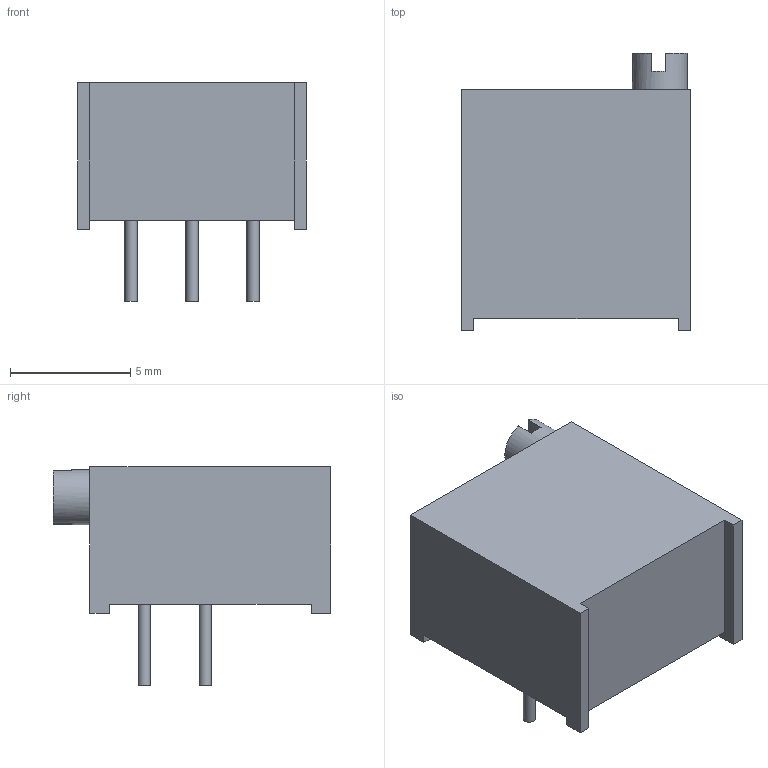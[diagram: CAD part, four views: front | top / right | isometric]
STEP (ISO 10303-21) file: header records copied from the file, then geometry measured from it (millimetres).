
FILE_DESCRIPTION(/* description */ (''),/* implementation_level */ '2;1');
FILE_NAME(/* name */ 'Bourns 3299P.step',/* time_stamp */ '2022-09-21T18:22:59+01:00',/* author */ (''),/* organization */ (''),/* preprocessor_version */ 'ST-DEVELOPER v19',/* originating_system */ 'Autodesk Translation Framework v11.7.0.108',/* authorisation */ '');
FILE_SCHEMA (('AUTOMOTIVE_DESIGN { 1 0 10303 214 3 1 1 }'));
Length unit declared in the file: inch
Products named in the file (1): Bourns 3299P
Bounding box: 9.53 x 11.56 x 9.1 mm (x, y, z)
Volume: 529.4 mm3; surface area: 445.5 mm2
Topology: 1 solids, 1 shells, 32 faces, 78 edges, 52 vertices
Faces by surface type: plane 28, cylinder 4
Full cylindrical faces by diameter (mm): 0.508 x3, 2.286 x1
Entity records: 1002 total; most frequent: CARTESIAN_POINT 163, ORIENTED_EDGE 156, DIRECTION 156, EDGE_CURVE 78, LINE 66, VECTOR 66, VERTEX_POINT 52, AXIS2_PLACEMENT_3D 45
